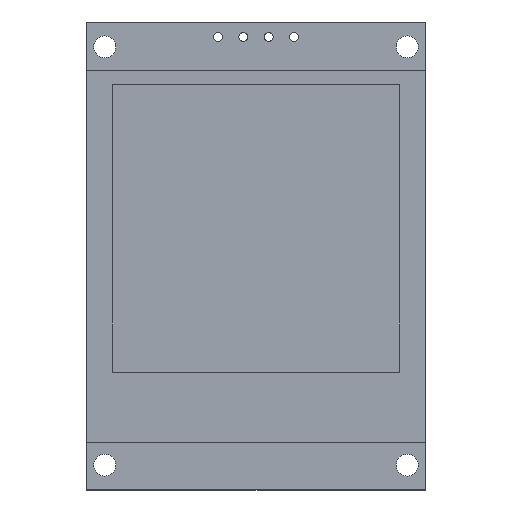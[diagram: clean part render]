
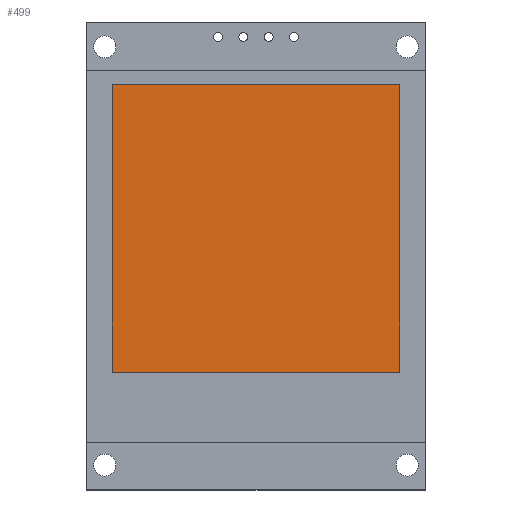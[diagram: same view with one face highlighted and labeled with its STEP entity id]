
A CAD part, top view. The second image highlights one B-rep face of the part: STEP entity #499.
In plain terms, the highlighted planar face has unit normal (0, 0, 1).
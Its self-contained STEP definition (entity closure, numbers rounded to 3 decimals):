
#73=PLANE('',#582);
#99=FACE_OUTER_BOUND('',#141,.T.);
#141=EDGE_LOOP('',(#459,#460,#461,#462));
#177=LINE('',#843,#221);
#180=LINE('',#849,#224);
#183=LINE('',#855,#227);
#186=LINE('',#859,#230);
#221=VECTOR('',#704,10.);
#224=VECTOR('',#709,10.);
#227=VECTOR('',#714,10.);
#230=VECTOR('',#719,10.);
#281=VERTEX_POINT('',#840);
#282=VERTEX_POINT('',#842);
#284=VERTEX_POINT('',#848);
#286=VERTEX_POINT('',#854);
#337=EDGE_CURVE('',#282,#281,#177,.T.);
#340=EDGE_CURVE('',#284,#282,#180,.T.);
#343=EDGE_CURVE('',#286,#284,#183,.T.);
#346=EDGE_CURVE('',#281,#286,#186,.T.);
#459=ORIENTED_EDGE('',*,*,#346,.T.);
#460=ORIENTED_EDGE('',*,*,#343,.T.);
#461=ORIENTED_EDGE('',*,*,#340,.T.);
#462=ORIENTED_EDGE('',*,*,#337,.T.);
#499=ADVANCED_FACE('',(#99),#73,.T.);
#582=AXIS2_PLACEMENT_3D('',#860,#720,#721);
#704=DIRECTION('',(-1.,0.,0.));
#709=DIRECTION('',(0.,1.,0.));
#714=DIRECTION('',(1.,0.,0.));
#719=DIRECTION('',(0.,-1.,0.));
#720=DIRECTION('center_axis',(0.,0.,1.));
#721=DIRECTION('ref_axis',(1.,0.,0.));
#840=CARTESIAN_POINT('',(-14.43,17.2,2.8));
#842=CARTESIAN_POINT('',(14.43,17.2,2.8));
#843=CARTESIAN_POINT('',(7.215,17.2,2.8));
#848=CARTESIAN_POINT('',(14.43,-11.66,2.8));
#849=CARTESIAN_POINT('',(14.43,-4.445,2.8));
#854=CARTESIAN_POINT('',(-14.43,-11.66,2.8));
#855=CARTESIAN_POINT('',(-7.215,-11.66,2.8));
#859=CARTESIAN_POINT('',(-14.43,9.985,2.8));
#860=CARTESIAN_POINT('Origin',(0.,2.77,2.8));
